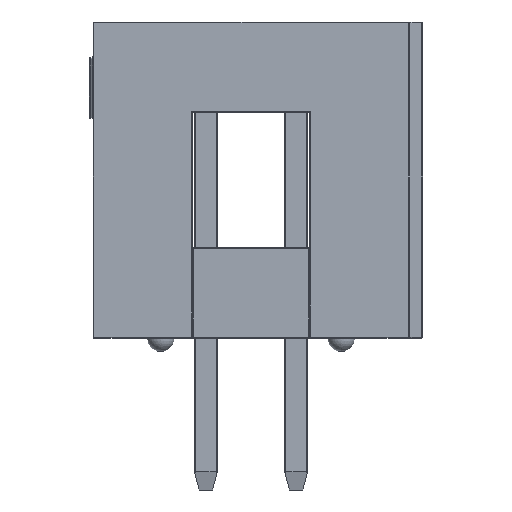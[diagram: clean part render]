
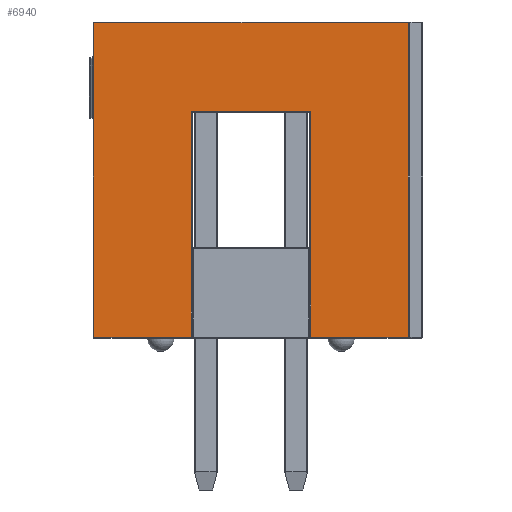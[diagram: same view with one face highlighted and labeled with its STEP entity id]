
A CAD part, left-side view. The second image highlights one B-rep face of the part: STEP entity #6940.
In plain terms, the highlighted planar face has unit normal (-1, 0, 0).
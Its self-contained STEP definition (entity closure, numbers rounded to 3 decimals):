
#520=CIRCLE('',#7510,0.051);
#657=PLANE('',#7664);
#1004=FACE_OUTER_BOUND('',#1436,.T.);
#1436=EDGE_LOOP('',(#5593,#5594,#5595,#5596,#5597,#5598,#5599,#5600,#5601));
#1747=LINE('',#10518,#2365);
#1764=LINE('',#10727,#2382);
#1768=LINE('',#10751,#2386);
#1799=LINE('',#10903,#2417);
#1801=LINE('',#10906,#2419);
#1806=LINE('',#10914,#2424);
#1809=LINE('',#10918,#2427);
#1861=LINE('',#10996,#2479);
#2365=VECTOR('',#8388,10.);
#2382=VECTOR('',#8537,10.);
#2386=VECTOR('',#8565,10.);
#2417=VECTOR('',#8746,10.);
#2419=VECTOR('',#8750,10.);
#2424=VECTOR('',#8761,10.);
#2427=VECTOR('',#8766,10.);
#2479=VECTOR('',#8870,10.);
#3049=VERTEX_POINT('',#10178);
#3086=VERTEX_POINT('',#10385);
#3105=VERTEX_POINT('',#10517);
#3150=VERTEX_POINT('',#10720);
#3159=VERTEX_POINT('',#10745);
#3160=VERTEX_POINT('',#10747);
#3185=VERTEX_POINT('',#10819);
#3186=VERTEX_POINT('',#10823);
#3199=VERTEX_POINT('',#10867);
#3804=EDGE_CURVE('',#3049,#3105,#1747,.T.);
#3869=EDGE_CURVE('',#3150,#3086,#1764,.T.);
#3879=EDGE_CURVE('',#3159,#3160,#520,.T.);
#3881=EDGE_CURVE('',#3105,#3159,#1768,.T.);
#3958=EDGE_CURVE('',#3186,#3199,#1799,.T.);
#3960=EDGE_CURVE('',#3199,#3185,#1801,.T.);
#3965=EDGE_CURVE('',#3160,#3186,#1806,.T.);
#3968=EDGE_CURVE('',#3185,#3150,#1809,.T.);
#4020=EDGE_CURVE('',#3086,#3049,#1861,.T.);
#5593=ORIENTED_EDGE('',*,*,#3958,.F.);
#5594=ORIENTED_EDGE('',*,*,#3965,.F.);
#5595=ORIENTED_EDGE('',*,*,#3879,.F.);
#5596=ORIENTED_EDGE('',*,*,#3881,.F.);
#5597=ORIENTED_EDGE('',*,*,#3804,.F.);
#5598=ORIENTED_EDGE('',*,*,#4020,.F.);
#5599=ORIENTED_EDGE('',*,*,#3869,.F.);
#5600=ORIENTED_EDGE('',*,*,#3968,.F.);
#5601=ORIENTED_EDGE('',*,*,#3960,.F.);
#6940=ADVANCED_FACE('',(#1004),#657,.T.);
#7510=AXIS2_PLACEMENT_3D('',#10748,#8559,#8560);
#7664=AXIS2_PLACEMENT_3D('',#11179,#9048,#9049);
#8388=DIRECTION('',(0.,0.,1.));
#8537=DIRECTION('',(0.,0.,-1.));
#8559=DIRECTION('center_axis',(-1.,0.,0.));
#8560=DIRECTION('ref_axis',(0.,0.707,0.707));
#8565=DIRECTION('',(0.,1.,0.));
#8746=DIRECTION('',(0.,1.,0.));
#8750=DIRECTION('',(0.,0.,1.));
#8761=DIRECTION('',(0.,0.,-1.));
#8766=DIRECTION('',(0.,-1.,0.));
#8870=DIRECTION('',(0.,1.,0.));
#9048=DIRECTION('center_axis',(-1.,0.,0.));
#9049=DIRECTION('ref_axis',(0.,-1.,0.));
#10178=CARTESIAN_POINT('',(-9.525,-1.676,0.025));
#10385=CARTESIAN_POINT('',(-9.525,-4.42,0.025));
#10517=CARTESIAN_POINT('',(-9.525,-1.676,6.375));
#10518=CARTESIAN_POINT('',(-9.525,-1.676,3.175));
#10720=CARTESIAN_POINT('',(-9.525,-4.42,8.865));
#10727=CARTESIAN_POINT('',(-9.525,-4.42,0.));
#10745=CARTESIAN_POINT('',(-9.525,1.626,6.375));
#10747=CARTESIAN_POINT('',(-9.525,1.676,6.325));
#10748=CARTESIAN_POINT('Origin',(-9.525,1.626,6.325));
#10751=CARTESIAN_POINT('',(-9.525,3.048,6.375));
#10819=CARTESIAN_POINT('',(-9.525,4.42,8.865));
#10823=CARTESIAN_POINT('',(-9.525,1.676,0.025));
#10867=CARTESIAN_POINT('',(-9.525,4.42,0.025));
#10903=CARTESIAN_POINT('',(-9.525,2.223,0.025));
#10906=CARTESIAN_POINT('',(-9.525,4.42,0.));
#10914=CARTESIAN_POINT('',(-9.525,1.676,0.));
#10918=CARTESIAN_POINT('',(-9.525,2.223,8.865));
#10996=CARTESIAN_POINT('',(-9.525,2.223,0.025));
#11179=CARTESIAN_POINT('Origin',(-9.525,4.445,0.));
